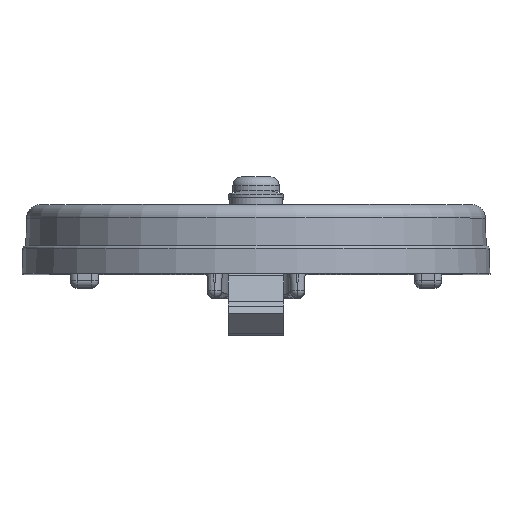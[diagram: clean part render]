
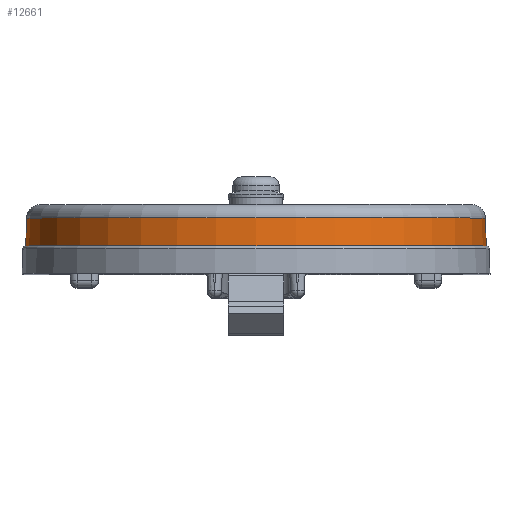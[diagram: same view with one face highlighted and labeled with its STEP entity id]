
A CAD part, top view. The second image highlights one B-rep face of the part: STEP entity #12661.
In plain terms, the highlighted conical face has half-angle 1.5 degrees and reference radius 53.18 mm.
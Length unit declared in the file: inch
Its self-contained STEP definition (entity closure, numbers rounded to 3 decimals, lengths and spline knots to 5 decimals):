
#128=CONICAL_SURFACE('',#13543,2.0937,0.026);
#522=CIRCLE('',#13533,2.09043);
#526=CIRCLE('',#13544,2.08379);
#1649=FACE_OUTER_BOUND('',#2457,.T.);
#2457=EDGE_LOOP('',(#10636,#10637,#10638,#10639));
#3761=LINE('',#23006,#4930);
#3763=LINE('',#23010,#4932);
#4930=VECTOR('',#16058,0.25336);
#4932=VECTOR('',#16062,0.25336);
#6072=VERTEX_POINT('',#22975);
#6074=VERTEX_POINT('',#22979);
#6081=VERTEX_POINT('',#23005);
#6082=VERTEX_POINT('',#23009);
#7628=EDGE_CURVE('',#6074,#6072,#522,.F.);
#7640=EDGE_CURVE('',#6081,#6072,#3761,.T.);
#7642=EDGE_CURVE('',#6082,#6074,#3763,.T.);
#7643=EDGE_CURVE('',#6082,#6081,#526,.T.);
#10636=ORIENTED_EDGE('',*,*,#7642,.F.);
#10637=ORIENTED_EDGE('',*,*,#7643,.T.);
#10638=ORIENTED_EDGE('',*,*,#7640,.T.);
#10639=ORIENTED_EDGE('',*,*,#7628,.F.);
#12661=ADVANCED_FACE('',(#1649),#128,.T.);
#13533=AXIS2_PLACEMENT_3D('',#22981,#16030,#16031);
#13543=AXIS2_PLACEMENT_3D('',#23008,#16060,#16061);
#13544=AXIS2_PLACEMENT_3D('',#23011,#16063,#16064);
#16030=DIRECTION('center_axis',(0.,0.,1.));
#16031=DIRECTION('ref_axis',(1.,0.,0.));
#16058=DIRECTION('',(0.,0.026,-1.));
#16060=DIRECTION('center_axis',(0.,0.,-1.));
#16061=DIRECTION('ref_axis',(-1.,0.,0.));
#16062=DIRECTION('',(0.,-0.026,-1.));
#16063=DIRECTION('center_axis',(0.,0.,-1.));
#16064=DIRECTION('ref_axis',(-1.,0.,0.));
#22975=CARTESIAN_POINT('',(0.,2.09043,0.25));
#22979=CARTESIAN_POINT('',(0.,-2.09043,0.25));
#22981=CARTESIAN_POINT('Origin',(0.,0.,0.25));
#23005=CARTESIAN_POINT('',(0.,2.08379,0.50327));
#23006=CARTESIAN_POINT('',(0.,2.08379,0.50327));
#23008=CARTESIAN_POINT('Origin',(0.,0.,0.125));
#23009=CARTESIAN_POINT('',(0.,-2.08379,0.50327));
#23010=CARTESIAN_POINT('',(0.,-2.08379,0.50327));
#23011=CARTESIAN_POINT('Origin',(0.,0.,0.50327));
